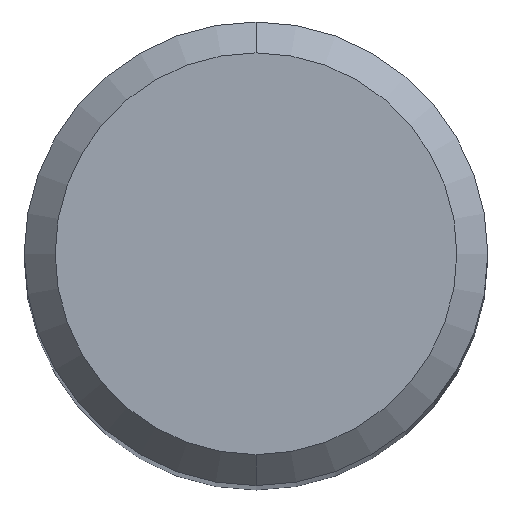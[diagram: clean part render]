
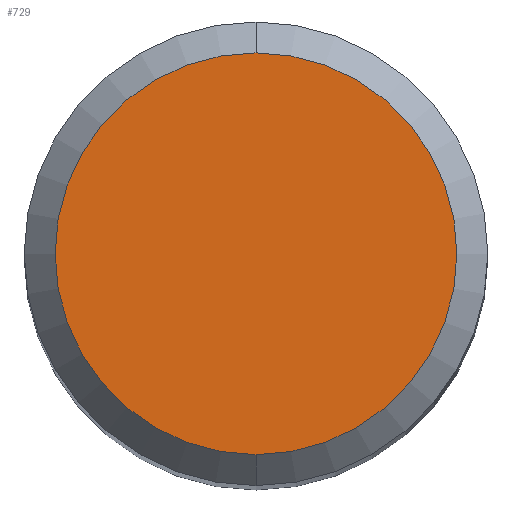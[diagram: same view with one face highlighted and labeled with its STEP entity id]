
A CAD part, top view. The second image highlights one B-rep face of the part: STEP entity #729.
In plain terms, the highlighted planar face has unit normal (0, 0, 1).
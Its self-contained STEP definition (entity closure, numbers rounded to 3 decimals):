
#573=EDGE_CURVE('',#809,#925,#1319,.T.);
#729=ADVANCED_FACE('',(#1499),#1500,.T.);
#809=VERTEX_POINT('',#1586);
#919=EDGE_CURVE('',#925,#809,#1701,.T.);
#925=VERTEX_POINT('',#1707);
#1319=CIRCLE('',#2631,2.6);
#1499=FACE_OUTER_BOUND('',#3121,.T.);
#1500=PLANE('',#3122);
#1586=CARTESIAN_POINT('',(0.,-2.6,0.0));
#1701=CIRCLE('',#3742,2.6);
#1707=CARTESIAN_POINT('',(0.0,2.6,0.0));
#2631=AXIS2_PLACEMENT_3D('',#5187,#5188,#5189);
#3121=EDGE_LOOP('',(#5471,#5472));
#3122=AXIS2_PLACEMENT_3D('',#5473,#5474,#5475);
#3742=AXIS2_PLACEMENT_3D('',#5647,#5648,#5649);
#5187=CARTESIAN_POINT('',(0.0,0.0,0.0));
#5188=DIRECTION('',(0.0,0.0,-1.0));
#5189=DIRECTION('',(0.0,1.0,0.0));
#5471=ORIENTED_EDGE('',*,*,#919,.F.);
#5472=ORIENTED_EDGE('',*,*,#573,.F.);
#5473=CARTESIAN_POINT('',(0.0,1.3,0.0));
#5474=DIRECTION('',(-0.0,0.0,1.0));
#5475=DIRECTION('',(0.0,-1.0,0.0));
#5647=CARTESIAN_POINT('',(0.0,0.0,0.0));
#5648=DIRECTION('',(0.0,0.0,-1.0));
#5649=DIRECTION('',(0.0,1.0,0.0));
